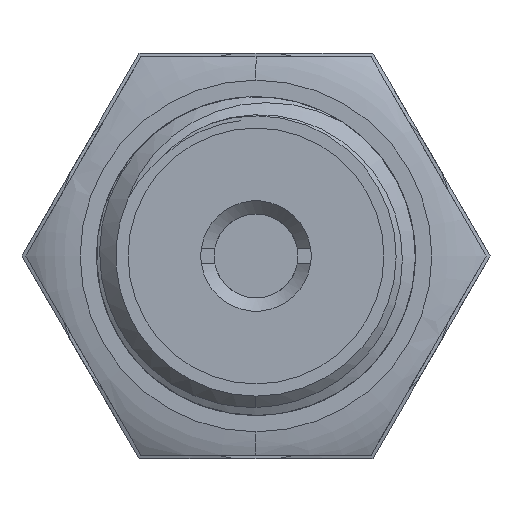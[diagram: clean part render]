
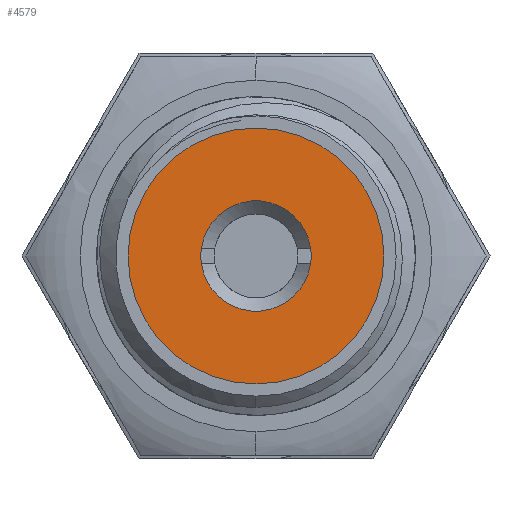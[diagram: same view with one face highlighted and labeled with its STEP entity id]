
A CAD part, left-side view. The second image highlights one B-rep face of the part: STEP entity #4579.
In plain terms, the highlighted planar face has unit normal (-1, 0, 0).
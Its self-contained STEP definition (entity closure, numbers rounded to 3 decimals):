
#2215=CARTESIAN_POINT('',(-4.35,0.,0.));
#2216=DIRECTION('',(-1.,0.,0.));
#2217=DIRECTION('',(0.,1.,0.));
#2218=AXIS2_PLACEMENT_3D('',#2215,#2216,#2217);
#2220=CARTESIAN_POINT('',(-4.35,0.,0.));
#2221=DIRECTION('',(-1.,0.,0.));
#2222=DIRECTION('',(0.,-1.,0.));
#2223=AXIS2_PLACEMENT_3D('',#2220,#2221,#2222);
#2225=CARTESIAN_POINT('',(-4.35,0.,0.));
#2226=DIRECTION('',(1.,0.,0.));
#2227=DIRECTION('',(0.,-0.99,-0.144));
#2228=AXIS2_PLACEMENT_3D('',#2225,#2226,#2227);
#2230=CARTESIAN_POINT('',(-4.35,0.,0.));
#2231=DIRECTION('',(1.,0.,0.));
#2232=DIRECTION('',(0.,0.99,0.144));
#2233=AXIS2_PLACEMENT_3D('',#2230,#2231,#2232);
#2235=CARTESIAN_POINT('',(-4.35,0.826,-0.12));
#2247=CARTESIAN_POINT('',(-4.35,-0.826,-0.12));
#2301=CARTESIAN_POINT('',(-4.35,0.,0.));
#2302=DIRECTION('',(1.,0.,0.));
#2303=DIRECTION('',(0.,0.99,-0.144));
#2304=AXIS2_PLACEMENT_3D('',#2301,#2302,#2303);
#2352=CARTESIAN_POINT('',(-4.35,0.826,0.12));
#2354=CARTESIAN_POINT('',(-4.35,-0.826,0.12));
#2370=CARTESIAN_POINT('',(-4.35,0.,0.));
#2371=DIRECTION('',(1.,0.,0.));
#2372=DIRECTION('',(0.,-0.99,0.144));
#2373=AXIS2_PLACEMENT_3D('',#2370,#2371,#2372);
#2978=CARTESIAN_POINT('',(-4.35,1.935,0.));
#2979=CARTESIAN_POINT('',(-4.35,-1.935,0.));
#2980=VERTEX_POINT('',#2978);
#2981=VERTEX_POINT('',#2979);
#3010=VERTEX_POINT('',#2352);
#3011=VERTEX_POINT('',#2354);
#3012=VERTEX_POINT('',#2235);
#3013=VERTEX_POINT('',#2247);
#4560=CARTESIAN_POINT('',(-4.35,0.,0.));
#4561=DIRECTION('',(-1.,0.,0.));
#4562=DIRECTION('',(0.,1.,0.));
#4563=AXIS2_PLACEMENT_3D('',#4560,#4561,#4562);
#4564=PLANE('',#4563);
#4565=ORIENTED_EDGE('',*,*,#4540,.F.);
#4566=ORIENTED_EDGE('',*,*,#4554,.F.);
#4567=EDGE_LOOP('',(#4565,#4566));
#4568=FACE_OUTER_BOUND('',#4567,.F.);
#4570=ORIENTED_EDGE('',*,*,#4569,.F.);
#4572=ORIENTED_EDGE('',*,*,#4571,.F.);
#4574=ORIENTED_EDGE('',*,*,#4573,.F.);
#4576=ORIENTED_EDGE('',*,*,#4575,.F.);
#4577=EDGE_LOOP('',(#4570,#4572,#4574,#4576));
#4578=FACE_BOUND('',#4577,.F.);
#2219=CIRCLE('',#2218,1.935);
#2224=CIRCLE('',#2223,1.935);
#2229=CIRCLE('',#2228,0.835);
#2234=CIRCLE('',#2233,0.835);
#2305=CIRCLE('',#2304,0.835);
#2374=CIRCLE('',#2373,0.835);
#4540=EDGE_CURVE('',#2980,#2981,#2219,.T.);
#4554=EDGE_CURVE('',#2981,#2980,#2224,.T.);
#4569=EDGE_CURVE('',#3013,#3012,#2229,.T.);
#4571=EDGE_CURVE('',#3011,#3013,#2374,.T.);
#4573=EDGE_CURVE('',#3010,#3011,#2234,.T.);
#4575=EDGE_CURVE('',#3012,#3010,#2305,.T.);
#4579=ADVANCED_FACE('',(#4568,#4578),#4564,.T.);
